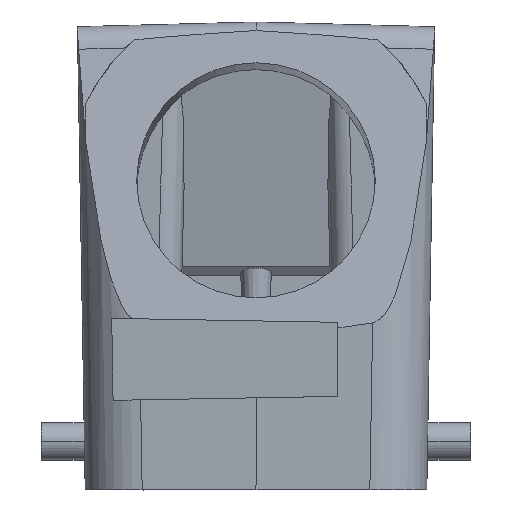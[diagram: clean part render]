
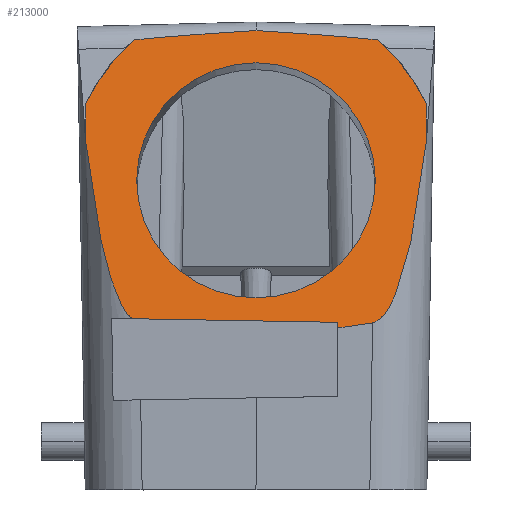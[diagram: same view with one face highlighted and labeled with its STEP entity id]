
A CAD part, front view. The second image highlights one B-rep face of the part: STEP entity #213000.
In plain terms, the highlighted face is planar.
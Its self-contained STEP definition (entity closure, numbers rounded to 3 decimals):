
#20900=CARTESIAN_POINT('',(-46.172,-90.019,
15.647));
#20910=VERTEX_POINT('',#20900);
#20960=CARTESIAN_POINT('',(-49.349,-72.005,
0.11));
#20970=DIRECTION('',(0.985,0.174,
0.));
#20980=DIRECTION('',(0.,0.,1.));
#20990=AXIS2_PLACEMENT_3D('',#20960,#20970,#20980);
#21000=CIRCLE('',#20990,24.);
#21010=CARTESIAN_POINT('',(-47.619,-81.815,
21.945));
#21020=VERTEX_POINT('',#21010);
#21030=EDGE_CURVE('',#21020,#20910,#21000,.T.);
#21270=CARTESIAN_POINT('',(-47.619,-81.815,
-21.725));
#21280=VERTEX_POINT('',#21270);
#21330=CARTESIAN_POINT('',(-46.172,-90.019,
-15.427));
#21340=VERTEX_POINT('',#21330);
#21350=EDGE_CURVE('',#21340,#21280,#21000,.T.);
#28220=CARTESIAN_POINT('',(-52.38,-54.813,
-16.361));
#28230=VERTEX_POINT('',#28220);
#28240=CARTESIAN_POINT('',(-52.549,-53.857,
-15.266));
#28250=VERTEX_POINT('',#28240);
#28260=EDGE_CURVE('',#28230,#28250,#21000,.T.);
#30710=CARTESIAN_POINT('',(-66.532,25.45,
21.945));
#30720=DIRECTION('',(-0.174,0.985,
0.));
#30730=VECTOR('',#30720,1.);
#30740=LINE('',#30710,#30730);
#30750=CARTESIAN_POINT('',(-48.468,-76.999,
21.945));
#30760=VERTEX_POINT('',#30750);
#30770=EDGE_CURVE('',#21020,#30760,#30740,.T.);
#31250=CARTESIAN_POINT('',(-52.592,-53.61,
-21.283));
#31260=DIRECTION('',(-0.003,0.017,
-1.));
#31270=VECTOR('',#31260,1.);
#31280=LINE('',#31250,#31270);
#31290=CARTESIAN_POINT('',(-52.477,-54.26,
15.963));
#31300=VERTEX_POINT('',#31290);
#31310=CARTESIAN_POINT('',(-52.559,-53.8,
-10.39));
#31320=VERTEX_POINT('',#31310);
#31330=EDGE_CURVE('',#31300,#31320,#31280,.T.);
#32410=CARTESIAN_POINT('',(-52.688,-53.067,
-10.39));
#32420=VERTEX_POINT('',#32410);
#32450=CARTESIAN_POINT('',(-52.403,-54.684,
-21.283));
#32460=DIRECTION('',(0.026,-0.147,
-0.989));
#32470=VECTOR('',#32460,1.);
#32480=LINE('',#32450,#32470);
#32490=CARTESIAN_POINT('',(-52.571,-53.728,
-14.846));
#32500=VERTEX_POINT('',#32490);
#32510=EDGE_CURVE('',#32420,#32500,#32480,.T.);
#32710=CARTESIAN_POINT('',(-45.055,-96.355,
-15.368));
#32720=DIRECTION('',(0.985,0.174,
0.));
#32730=DIRECTION('',(0.174,-0.985,
-0.017));
#32740=AXIS2_PLACEMENT_3D('',#32710,#32720,#32730);
#32750=ELLIPSE('',#32740,43.305,7.5);
#32760=EDGE_CURVE('',#28250,#32500,#32750,.T.);
#32790=CARTESIAN_POINT('',(-48.468,-76.999,
-21.725));
#32800=VERTEX_POINT('',#32790);
#32810=EDGE_CURVE('',#32800,#28230,#32750,.T.);
#37290=CARTESIAN_POINT('',(-45.871,-91.728,
111.98));
#37300=DIRECTION('',(0.985,0.174,
0.));
#37310=DIRECTION('',(0.004,-0.022,
1.));
#37320=AXIS2_PLACEMENT_3D('',#37290,#37300,#37310);
#37330=ELLIPSE('',#37320,133.738,3.5);
#37340=CARTESIAN_POINT('',(-45.964,-91.197,
0.11));
#37350=VERTEX_POINT('',#37340);
#37360=EDGE_CURVE('',#37350,#21340,#37330,.T.);
#38230=CARTESIAN_POINT('',(-45.871,-91.728,
-111.761));
#38240=DIRECTION('',(0.985,0.174,
0.));
#38250=DIRECTION('',(-0.004,0.022,
1.));
#38260=AXIS2_PLACEMENT_3D('',#38230,#38240,#38250);
#38270=ELLIPSE('',#38260,133.738,3.5);
#38280=EDGE_CURVE('',#20910,#37350,#38270,.T.);
#39210=CARTESIAN_POINT('',(-66.532,25.45,
-21.725));
#39220=DIRECTION('',(0.174,-0.985,
0.));
#39230=VECTOR('',#39220,1.);
#39240=LINE('',#39210,#39230);
#39250=EDGE_CURVE('',#32800,#21280,#39240,.T.);
#39580=CARTESIAN_POINT('',(-45.055,-96.355,
15.587));
#39590=DIRECTION('',(0.985,0.174,
0.));
#39600=DIRECTION('',(0.174,-0.985,
0.017));
#39610=AXIS2_PLACEMENT_3D('',#39580,#39590,#39600);
#39620=ELLIPSE('',#39610,43.305,7.5);
#39630=CARTESIAN_POINT('',(-52.38,-54.813,
16.58));
#39640=VERTEX_POINT('',#39630);
#39650=EDGE_CURVE('',#39640,#30760,#39620,.T.);
#40170=CARTESIAN_POINT('',(-66.532,25.45,
-10.39));
#40180=DIRECTION('',(-0.174,0.985,
0.));
#40190=VECTOR('',#40180,1.);
#40200=LINE('',#40170,#40190);
#40210=EDGE_CURVE('',#31320,#32420,#40200,.T.);
#212630=CARTESIAN_POINT('',(-48.468,-76.999,
-21.725));
#212640=DIRECTION('',(0.985,0.174,
0.));
#212650=DIRECTION('',(0.,0.,1.));
#212660=AXIS2_PLACEMENT_3D('',#212630,#212640,#212650);
#212670=PLANE('',#212660);
#212680=ORIENTED_EDGE('',*,*,#30770,.T.);
#212690=ORIENTED_EDGE('',*,*,#21030,.F.);
#212700=ORIENTED_EDGE('',*,*,#38280,.F.);
#212710=ORIENTED_EDGE('',*,*,#37360,.F.);
#212720=ORIENTED_EDGE('',*,*,#21350,.F.);
#212730=ORIENTED_EDGE('',*,*,#39250,.T.);
#212740=ORIENTED_EDGE('',*,*,#32810,.F.);
#212750=ORIENTED_EDGE('',*,*,#28260,.F.);
#212760=ORIENTED_EDGE('',*,*,#32760,.F.);
#212770=ORIENTED_EDGE('',*,*,#32510,.T.);
#212780=ORIENTED_EDGE('',*,*,#40210,.T.);
#212790=ORIENTED_EDGE('',*,*,#31330,.T.);
#212800=EDGE_CURVE('',#31300,#39640,#21000,.T.);
#212810=ORIENTED_EDGE('',*,*,#212800,.F.);
#212820=ORIENTED_EDGE('',*,*,#39650,.F.);
#212830=EDGE_LOOP('',(#212820,#212810,#212790,#212780,#212770,#212760,
#212750,#212740,#212730,#212720,#212710,#212700,#212690,#212680));
#212840=FACE_OUTER_BOUND('',#212830,.T.);
#212850=CARTESIAN_POINT('',(-49.349,-72.005,
0.11));
#212860=DIRECTION('',(-0.985,-0.174,
0.));
#212870=DIRECTION('',(0.,0.,-1.));
#212880=AXIS2_PLACEMENT_3D('',#212850,#212860,#212870);
#212890=CIRCLE('',#212880,15.3);
#212900=CARTESIAN_POINT('',(-49.349,-72.005,
-15.19));
#212910=VERTEX_POINT('',#212900);
#212920=CARTESIAN_POINT('',(-49.349,-72.005,
15.41));
#212930=VERTEX_POINT('',#212920);
#212940=EDGE_CURVE('',#212910,#212930,#212890,.T.);
#212950=ORIENTED_EDGE('',*,*,#212940,.F.);
#212960=EDGE_CURVE('',#212930,#212910,#212890,.T.);
#212970=ORIENTED_EDGE('',*,*,#212960,.F.);
#212980=EDGE_LOOP('',(#212970,#212950));
#212990=FACE_BOUND('',#212980,.T.);
#213000=ADVANCED_FACE('',(#212840,#212990),#212670,.F.);
